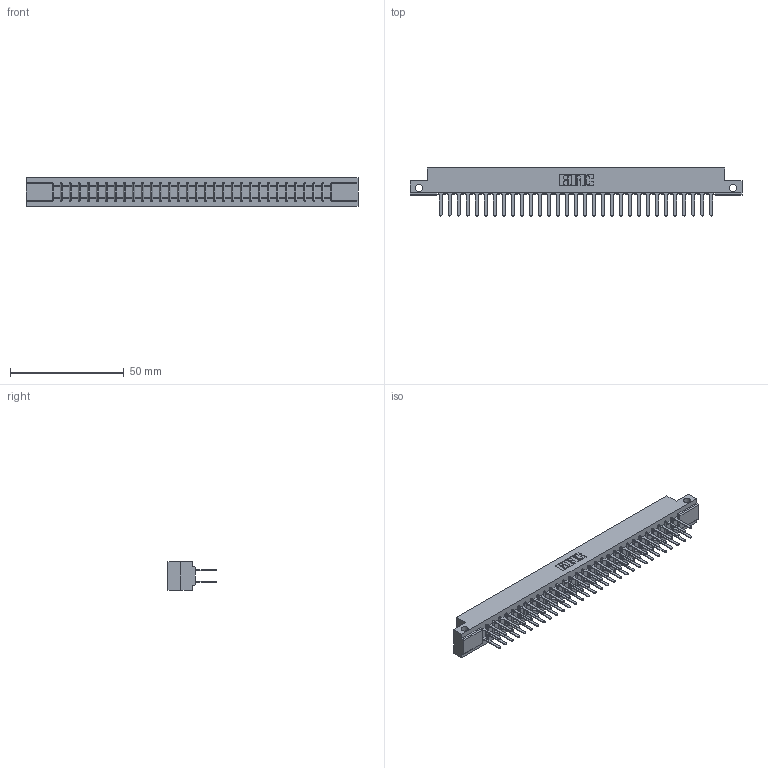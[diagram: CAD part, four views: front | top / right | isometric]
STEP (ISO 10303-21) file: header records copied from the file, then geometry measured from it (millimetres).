
FILE_DESCRIPTION (( 'STEP AP203' ), '1' );
FILE_NAME ('307-062-522-212.STEP', '2019-09-06T15:59:14', ( '' ), ( '' ), 'SwSTEP 2.0', 'SolidWorks 2016', '' );
FILE_SCHEMA (( 'CONFIG_CONTROL_DESIGN' ));
Length unit declared in the file: inch
Products named in the file (3): 307 Part_.128 Dia Side Mounting Holes; 307-290-001_522; 307-062-522-212
Assembly tree (63 placements, depth 2):
  307-062-522-212
    307 Part_.128 Dia Side Mounting Holes
    307-290-001_522  x62
Bounding box: 145.85 x 21.11 x 12.7 mm (x, y, z)
Volume: 15422.6 mm3; surface area: 19310.1 mm2
Topology: 63 solids, 63 shells, 3002 faces, 8383 edges, 5418 vertices
Faces by surface type: plane 1992, cylinder 946, sphere 64
Entity records: 28894 total; most frequent: CARTESIAN_POINT 4727, ORIENTED_EDGE 4682, DIRECTION 4635, EDGE_CURVE 2341, VECTOR 1791, LINE 1791, VERTEX_POINT 1514, AXIS2_PLACEMENT_3D 1422
